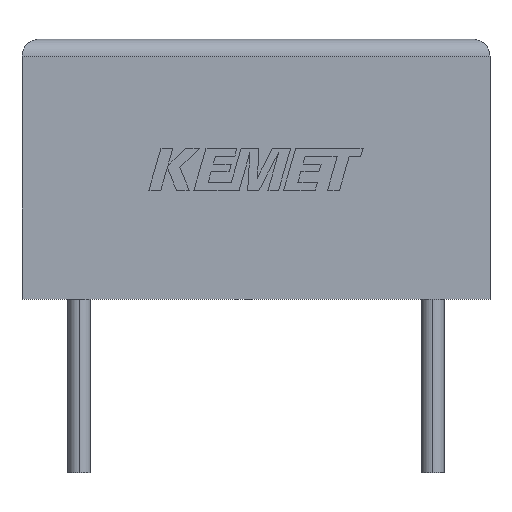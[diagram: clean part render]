
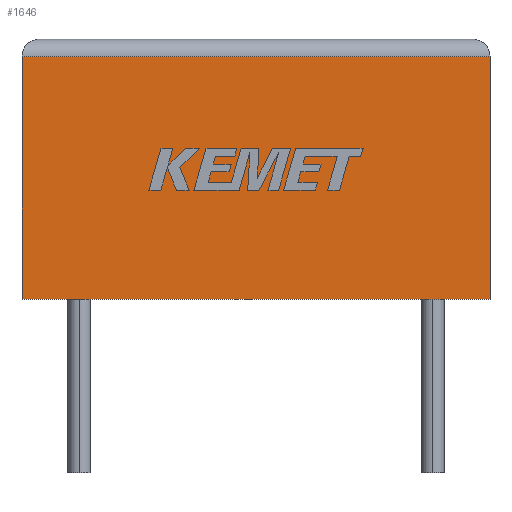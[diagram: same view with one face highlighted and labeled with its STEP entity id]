
A CAD part, top view. The second image highlights one B-rep face of the part: STEP entity #1646.
In plain terms, the highlighted planar face has unit normal (0, 0, 1).
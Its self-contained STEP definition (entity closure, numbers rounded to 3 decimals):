
#6 = LINE ( 'NONE', #1301, #389 ) ;
#104 = PLANE ( 'NONE',  #2214 ) ;
#286 = ORIENTED_EDGE ( 'NONE', *, *, #2028, .T. ) ;
#389 = VECTOR ( 'NONE', #742, 1000. ) ;
#511 = DIRECTION ( 'NONE',  ( 1., 0., 0. ) ) ;
#537 = VECTOR ( 'NONE', #1712, 1000. ) ;
#574 = DIRECTION ( 'NONE',  ( -1., 0., 0. ) ) ;
#697 = CARTESIAN_POINT ( 'NONE',  ( 0., 0., 3.9 ) ) ;
#742 = DIRECTION ( 'NONE',  ( 0., 1., 0. ) ) ;
#756 = VERTEX_POINT ( 'NONE', #2219 ) ;
#840 = DIRECTION ( 'NONE',  ( -1., 0., 0. ) ) ;
#885 = CARTESIAN_POINT ( 'NONE',  ( 0., 0., 3.9 ) ) ;
#916 = VECTOR ( 'NONE', #511, 1000. ) ;
#953 = FACE_OUTER_BOUND ( 'NONE', #2242, .T. ) ;
#977 = LINE ( 'NONE', #885, #916 ) ;
#1301 = CARTESIAN_POINT ( 'NONE',  ( 13.5, 0., 3.9 ) ) ;
#1315 = CARTESIAN_POINT ( 'NONE',  ( 0., 7., 3.9 ) ) ;
#1487 = ORIENTED_EDGE ( 'NONE', *, *, #1684, .T. ) ;
#1504 = CARTESIAN_POINT ( 'NONE',  ( 0., 0., 3.9 ) ) ;
#1646 = ADVANCED_FACE ( 'NONE', ( #953 ), #104, .F. ) ;
#1684 = EDGE_CURVE ( 'NONE', #1932, #756, #977, .T. ) ;
#1712 = DIRECTION ( 'NONE',  ( 0., -1., 0. ) ) ;
#1720 = CARTESIAN_POINT ( 'NONE',  ( 0., 7., 3.9 ) ) ;
#1835 = CARTESIAN_POINT ( 'NONE',  ( 0., 0., 3.9 ) ) ;
#1850 = LINE ( 'NONE', #1504, #537 ) ;
#1932 = VERTEX_POINT ( 'NONE', #697 ) ;
#1939 = VECTOR ( 'NONE', #574, 1000. ) ;
#1951 = EDGE_CURVE ( 'NONE', #756, #2217, #6, .T. ) ;
#1987 = VERTEX_POINT ( 'NONE', #1720 ) ;
#2010 = EDGE_CURVE ( 'NONE', #1987, #1932, #1850, .T. ) ;
#2028 = EDGE_CURVE ( 'NONE', #2217, #1987, #2455, .T. ) ;
#2214 = AXIS2_PLACEMENT_3D ( 'NONE', #1835, #2218, #840 ) ;
#2217 = VERTEX_POINT ( 'NONE', #2343 ) ;
#2218 = DIRECTION ( 'NONE',  ( 0., 0., -1. ) ) ;
#2219 = CARTESIAN_POINT ( 'NONE',  ( 13.5, 0., 3.9 ) ) ;
#2242 = EDGE_LOOP ( 'NONE', ( #2416, #286, #2393, #1487 ) ) ;
#2343 = CARTESIAN_POINT ( 'NONE',  ( 13.5, 7., 3.9 ) ) ;
#2393 = ORIENTED_EDGE ( 'NONE', *, *, #2010, .T. ) ;
#2416 = ORIENTED_EDGE ( 'NONE', *, *, #1951, .T. ) ;
#2455 = LINE ( 'NONE', #1315, #1939 ) ;
